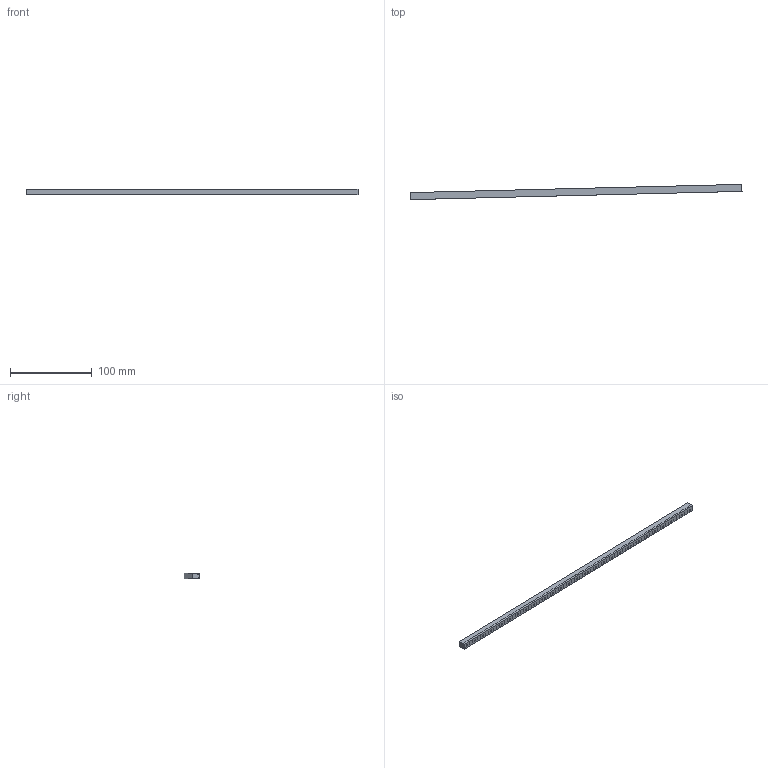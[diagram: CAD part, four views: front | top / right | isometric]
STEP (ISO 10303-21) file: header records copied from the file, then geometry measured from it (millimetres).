
FILE_DESCRIPTION(/* description */ ('Unknown'),/* implementation_level */ '2;1');
FILE_NAME(/* name */ '3851210_maxSized',/* time_stamp */ '2019-12-02T10:48:41+08:00',/* author */ ('Unknown'),/* organization */ ('Unknown'),/* preprocessor_version */ 'ST-DEVELOPER v16.7',/* originating_system */ 'DEX',/* authorisation */ $);
FILE_SCHEMA (('AUTOMOTIVE_DESIGN {1 0 10303 214 3 1 1}'));
Length unit declared in the file: millimetre
Products named in the file (3): 3851210_maxSized; maxSized; 3851210_406,30mm
Assembly tree (2 placements, depth 2):
  3851210_maxSized
    maxSized
    3851210_406,30mm
Bounding box: 407.19 x 18.69 x 7.3 mm (x, y, z)
Volume: 26080.1 mm3; surface area: 24908 mm2
Topology: 2 solids, 2 shells, 1031 faces, 2996 edges, 1969 vertices
Faces by surface type: cylinder 595, plane 436
Full cylindrical faces by diameter (mm): 1.5 x85
Entity records: 33588 total; most frequent: DIRECTION 6084, CARTESIAN_POINT 5744, ORIENTED_EDGE 5652, EDGE_CURVE 2826, AXIS2_PLACEMENT_3D 2224, VERTEX_POINT 1884, LINE 1636, VECTOR 1636
